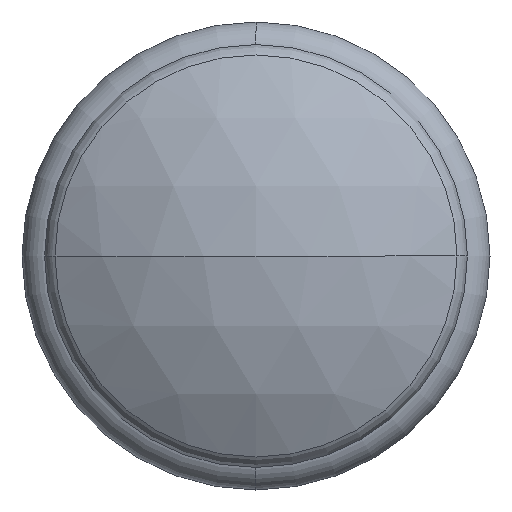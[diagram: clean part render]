
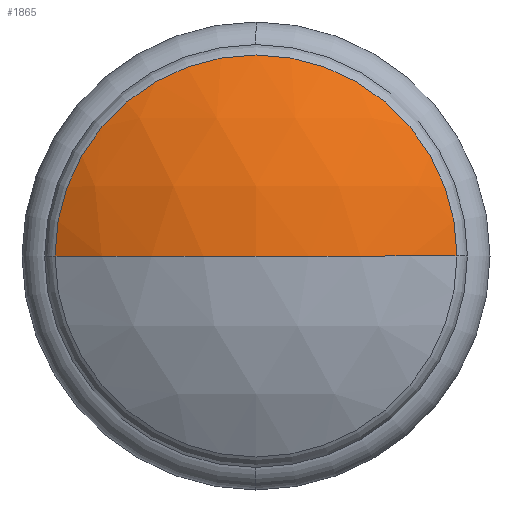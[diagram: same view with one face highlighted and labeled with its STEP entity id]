
A CAD part, left-side view. The second image highlights one B-rep face of the part: STEP entity #1865.
In plain terms, the highlighted spherical face has radius 4.454 mm.
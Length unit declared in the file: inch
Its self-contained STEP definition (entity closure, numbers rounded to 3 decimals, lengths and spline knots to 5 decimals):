
#7 = CIRCLE ( 'NONE', #1262, 0.17535 ) ;
#14 = CARTESIAN_POINT ( 'NONE',  ( 0., 0., 0. ) ) ;
#44 = FACE_OUTER_BOUND ( 'NONE', #1172, .T. ) ;
#53 = CIRCLE ( 'NONE', #1445, 0.17535 ) ;
#74 = EDGE_CURVE ( 'NONE', #423, #1308, #7, .T. ) ;
#183 = ORIENTED_EDGE ( 'NONE', *, *, #1136, .T. ) ;
#273 = DIRECTION ( 'NONE',  ( 0., 1., 0. ) ) ;
#286 = CARTESIAN_POINT ( 'NONE',  ( -0.14932, 0.09193, 0. ) ) ;
#404 = ORIENTED_EDGE ( 'NONE', *, *, #1841, .F. ) ;
#416 = CARTESIAN_POINT ( 'NONE',  ( -0.14932, -0.09193, 0. ) ) ;
#423 = VERTEX_POINT ( 'NONE', #1071 ) ;
#435 = SPHERICAL_SURFACE ( 'NONE', #766, 0.17535 ) ;
#468 = AXIS2_PLACEMENT_3D ( 'NONE', #705, #1831, #559 ) ;
#559 = DIRECTION ( 'NONE',  ( 0., 1., 0. ) ) ;
#705 = CARTESIAN_POINT ( 'NONE',  ( -0.14932, 0., 0. ) ) ;
#766 = AXIS2_PLACEMENT_3D ( 'NONE', #1573, #861, #273 ) ;
#817 = DIRECTION ( 'NONE',  ( 0., -1., 0. ) ) ;
#861 = DIRECTION ( 'NONE',  ( 0., 0., 1. ) ) ;
#1071 = CARTESIAN_POINT ( 'NONE',  ( -0.17535, 0., 0. ) ) ;
#1111 = DIRECTION ( 'NONE',  ( 0., 0., 1. ) ) ;
#1136 = EDGE_CURVE ( 'NONE', #423, #1519, #53, .T. ) ;
#1172 = EDGE_LOOP ( 'NONE', ( #1584, #183, #404 ) ) ;
#1262 = AXIS2_PLACEMENT_3D ( 'NONE', #1593, #1631, #1635 ) ;
#1308 = VERTEX_POINT ( 'NONE', #286 ) ;
#1445 = AXIS2_PLACEMENT_3D ( 'NONE', #14, #1111, #817 ) ;
#1519 = VERTEX_POINT ( 'NONE', #416 ) ;
#1573 = CARTESIAN_POINT ( 'NONE',  ( 0., 0., 0. ) ) ;
#1584 = ORIENTED_EDGE ( 'NONE', *, *, #74, .F. ) ;
#1593 = CARTESIAN_POINT ( 'NONE',  ( 0., 0., 0. ) ) ;
#1631 = DIRECTION ( 'NONE',  ( 0., 0., -1. ) ) ;
#1635 = DIRECTION ( 'NONE',  ( -1., 0., 0. ) ) ;
#1806 = CIRCLE ( 'NONE', #468, 0.09193 ) ;
#1831 = DIRECTION ( 'NONE',  ( 1., 0., 0. ) ) ;
#1841 = EDGE_CURVE ( 'NONE', #1308, #1519, #1806, .T. ) ;
#1865 = ADVANCED_FACE ( 'NONE', ( #44 ), #435, .T. ) ;
